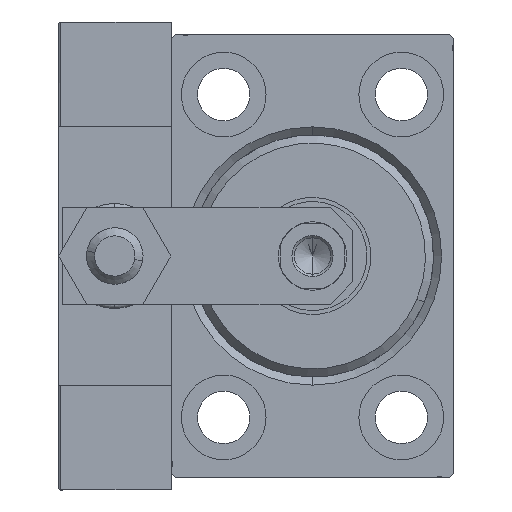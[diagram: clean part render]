
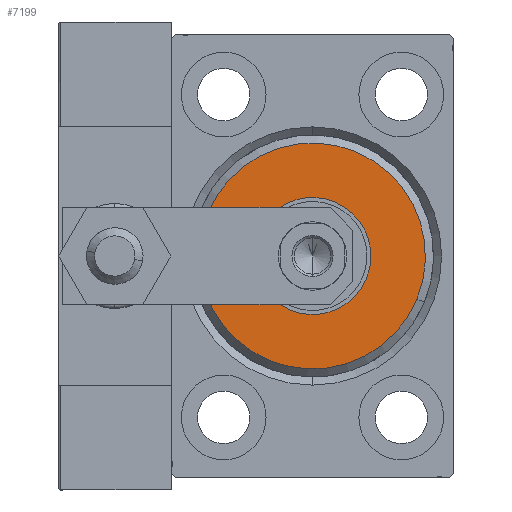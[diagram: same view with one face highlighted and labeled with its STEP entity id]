
A CAD part, left-side view. The second image highlights one B-rep face of the part: STEP entity #7199.
In plain terms, the highlighted face is planar.
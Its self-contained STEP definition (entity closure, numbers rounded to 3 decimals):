
#236 = PLANE ( 'NONE',  #40645 ) ;
#2782 = VERTEX_POINT ( 'NONE', #44870 ) ;
#3142 = VERTEX_POINT ( 'NONE', #16155 ) ;
#3339 = CARTESIAN_POINT ( 'NONE',  ( 3., 0., 0. ) ) ;
#5806 = CIRCLE ( 'NONE', #44977, 14. ) ;
#7199 = ADVANCED_FACE ( 'NONE', ( #40033, #16304 ), #236, .T. ) ;
#7616 = CIRCLE ( 'NONE', #36145, 7.25 ) ;
#7690 = EDGE_CURVE ( 'NONE', #3142, #13842, #9715, .T. ) ;
#8640 = CARTESIAN_POINT ( 'NONE',  ( 3., 0., 0. ) ) ;
#9715 = CIRCLE ( 'NONE', #39059, 7.25 ) ;
#11541 = DIRECTION ( 'NONE',  ( 0., 0., -1. ) ) ;
#11910 = ORIENTED_EDGE ( 'NONE', *, *, #35666, .T. ) ;
#12844 = CARTESIAN_POINT ( 'NONE',  ( 3., 0., 0. ) ) ;
#13842 = VERTEX_POINT ( 'NONE', #26146 ) ;
#14135 = CARTESIAN_POINT ( 'NONE',  ( 3., 0., 14. ) ) ;
#15084 = DIRECTION ( 'NONE',  ( 0., 0., -1. ) ) ;
#16155 = CARTESIAN_POINT ( 'NONE',  ( 3., 0., -7.25 ) ) ;
#16229 = ORIENTED_EDGE ( 'NONE', *, *, #29017, .F. ) ;
#16304 = FACE_BOUND ( 'NONE', #33708, .T. ) ;
#18930 = DIRECTION ( 'NONE',  ( 1., 0., 0. ) ) ;
#19006 = VERTEX_POINT ( 'NONE', #14135 ) ;
#19897 = DIRECTION ( 'NONE',  ( 1., 0., 0. ) ) ;
#23998 = AXIS2_PLACEMENT_3D ( 'NONE', #3339, #18930, #11541 ) ;
#24156 = EDGE_CURVE ( 'NONE', #2782, #19006, #5806, .T. ) ;
#26146 = CARTESIAN_POINT ( 'NONE',  ( 3., 0., 7.25 ) ) ;
#26583 = DIRECTION ( 'NONE',  ( 1., 0., 0. ) ) ;
#28317 = DIRECTION ( 'NONE',  ( 0., 0., -1. ) ) ;
#28933 = DIRECTION ( 'NONE',  ( 1., 0., 0. ) ) ;
#29017 = EDGE_CURVE ( 'NONE', #13842, #3142, #7616, .T. ) ;
#31387 = CIRCLE ( 'NONE', #23998, 14. ) ;
#33708 = EDGE_LOOP ( 'NONE', ( #43041, #16229 ) ) ;
#34923 = DIRECTION ( 'NONE',  ( 1., 0., 0. ) ) ;
#35666 = EDGE_CURVE ( 'NONE', #19006, #2782, #31387, .T. ) ;
#36145 = AXIS2_PLACEMENT_3D ( 'NONE', #12844, #28933, #40147 ) ;
#37360 = ORIENTED_EDGE ( 'NONE', *, *, #24156, .T. ) ;
#39059 = AXIS2_PLACEMENT_3D ( 'NONE', #39977, #34923, #50501 ) ;
#39313 = CARTESIAN_POINT ( 'NONE',  ( 3., 0., 0. ) ) ;
#39977 = CARTESIAN_POINT ( 'NONE',  ( 3., 0., 0. ) ) ;
#40033 = FACE_OUTER_BOUND ( 'NONE', #41082, .T. ) ;
#40147 = DIRECTION ( 'NONE',  ( 0., 0., -1. ) ) ;
#40645 = AXIS2_PLACEMENT_3D ( 'NONE', #8640, #19897, #28317 ) ;
#41082 = EDGE_LOOP ( 'NONE', ( #11910, #37360 ) ) ;
#43041 = ORIENTED_EDGE ( 'NONE', *, *, #7690, .F. ) ;
#44870 = CARTESIAN_POINT ( 'NONE',  ( 3., 0., -14. ) ) ;
#44977 = AXIS2_PLACEMENT_3D ( 'NONE', #39313, #26583, #15084 ) ;
#50501 = DIRECTION ( 'NONE',  ( 0., 0., -1. ) ) ;
